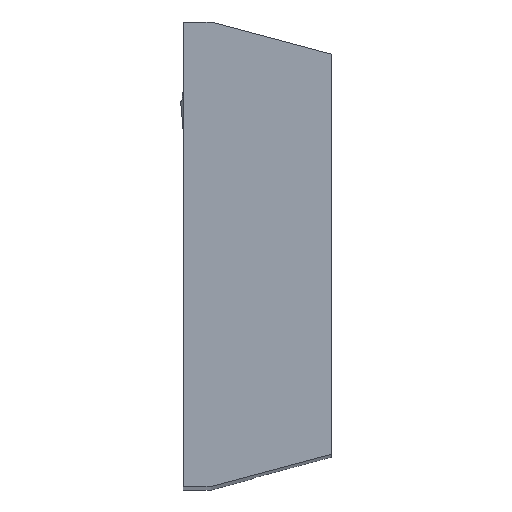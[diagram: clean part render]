
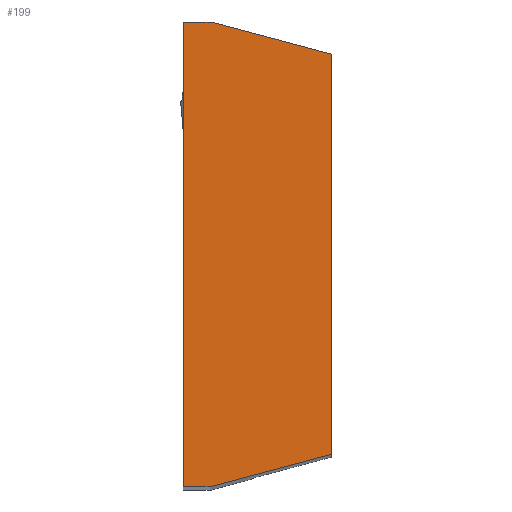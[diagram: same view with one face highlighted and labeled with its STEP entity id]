
A CAD part, top view. The second image highlights one B-rep face of the part: STEP entity #199.
In plain terms, the highlighted planar face has unit normal (0, 0, 1).
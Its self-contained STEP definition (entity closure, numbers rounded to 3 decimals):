
#199=ADVANCED_FACE('CU_SU_BACK',(#311),#273,.F.);
#273=PLANE('',#1561);
#311=FACE_OUTER_BOUND('',#386,.T.);
#386=EDGE_LOOP('',(#488,#489,#490,#491,#492,#493));
#488=ORIENTED_EDGE('',*,*,#1025,.F.);
#489=ORIENTED_EDGE('',*,*,#1026,.F.);
#490=ORIENTED_EDGE('',*,*,#1027,.T.);
#491=ORIENTED_EDGE('',*,*,#1018,.T.);
#492=ORIENTED_EDGE('',*,*,#1028,.F.);
#493=ORIENTED_EDGE('',*,*,#1029,.F.);
#886=VERTEX_POINT('',#2144);
#887=VERTEX_POINT('',#2146);
#892=VERTEX_POINT('',#2160);
#893=VERTEX_POINT('',#2161);
#894=VERTEX_POINT('',#2163);
#895=VERTEX_POINT('',#2166);
#1018=EDGE_CURVE('',#887,#886,#1219,.T.);
#1025=EDGE_CURVE('',#892,#893,#1224,.T.);
#1026=EDGE_CURVE('',#894,#892,#1225,.T.);
#1027=EDGE_CURVE('',#894,#887,#1226,.T.);
#1028=EDGE_CURVE('',#895,#886,#1227,.T.);
#1029=EDGE_CURVE('',#893,#895,#1228,.T.);
#1219=LINE('',#2145,#1346);
#1224=LINE('',#2159,#1351);
#1225=LINE('',#2162,#1352);
#1226=LINE('',#2164,#1353);
#1227=LINE('',#2165,#1354);
#1228=LINE('',#2167,#1355);
#1346=VECTOR('',#1715,1.);
#1351=VECTOR('',#1728,1.);
#1352=VECTOR('',#1729,1.);
#1353=VECTOR('',#1730,1.);
#1354=VECTOR('',#1731,1.);
#1355=VECTOR('',#1732,1.);
#1561=AXIS2_PLACEMENT_3D('',#2168,#1733,#1734);
#1715=DIRECTION('',(0.966,0.259,0.));
#1728=DIRECTION('',(1.,0.,0.));
#1729=DIRECTION('',(0.,1.,0.));
#1730=DIRECTION('',(1.,0.,0.));
#1731=DIRECTION('',(0.,-1.,0.));
#1732=DIRECTION('',(0.966,-0.259,0.));
#1733=DIRECTION('',(0.,0.,-1.));
#1734=DIRECTION('',(-1.,0.,0.));
#2144=CARTESIAN_POINT('',(8.,2.144,0.));
#2145=CARTESIAN_POINT('',(1.5,0.402,0.));
#2146=CARTESIAN_POINT('',(1.5,0.402,0.));
#2159=CARTESIAN_POINT('',(0.,25.498,0.));
#2160=CARTESIAN_POINT('',(0.,25.498,0.));
#2161=CARTESIAN_POINT('',(1.5,25.498,0.));
#2162=CARTESIAN_POINT('',(0.,-8.,0.));
#2163=CARTESIAN_POINT('',(0.,0.402,0.));
#2164=CARTESIAN_POINT('',(0.,0.402,0.));
#2165=CARTESIAN_POINT('',(8.,33.9,0.));
#2166=CARTESIAN_POINT('',(8.,23.756,0.));
#2167=CARTESIAN_POINT('',(1.5,25.498,0.));
#2168=CARTESIAN_POINT('',(0.,0.,0.));
